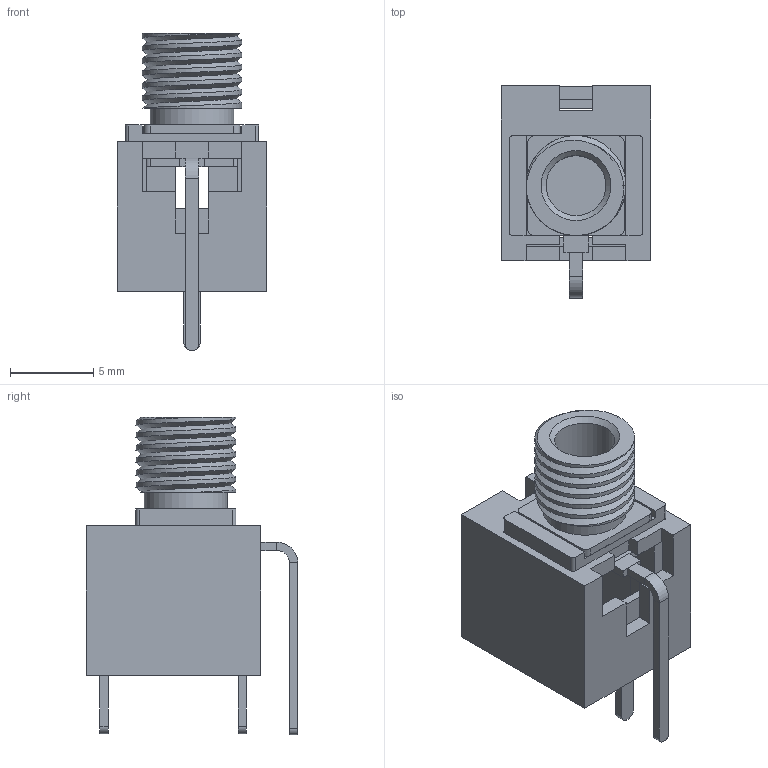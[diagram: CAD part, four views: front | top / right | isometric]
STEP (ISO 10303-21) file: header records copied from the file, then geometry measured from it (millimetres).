
FILE_DESCRIPTION(('FreeCAD Model'),'2;1');
FILE_NAME( 'PJ398SM.step', '2021-03-19T21:55:02',('Author'),(''), 'Open CASCADE STEP processor 7.3','FreeCAD','Unknown');
FILE_SCHEMA(('AUTOMOTIVE_DESIGN { 1 0 10303 214 1 1 1 1 }'));
Length unit declared in the file: millimetre
Products named in the file (5): T; TN; Hole; S; Body
Bounding box: 9 x 12.73 x 19.05 mm (x, y, z)
Volume: 519.5 mm3; surface area: 1428 mm2
Topology: 5 solids, 5 shells, 159 faces, 403 edges, 253 vertices
Faces by surface type: plane 113, cylinder 31, bspline 14, cone 1
Full cylindrical faces by diameter (mm): 3.6 x2, 5 x1, 6 x5
Entity records: 13955 total; most frequent: CARTESIAN_POINT 5806, DIRECTION 1459, LINE 1032, VECTOR 1032, ORIENTED_EDGE 806, PCURVE 806, DEFINITIONAL_REPRESENTATION 806, EDGE_CURVE 403
